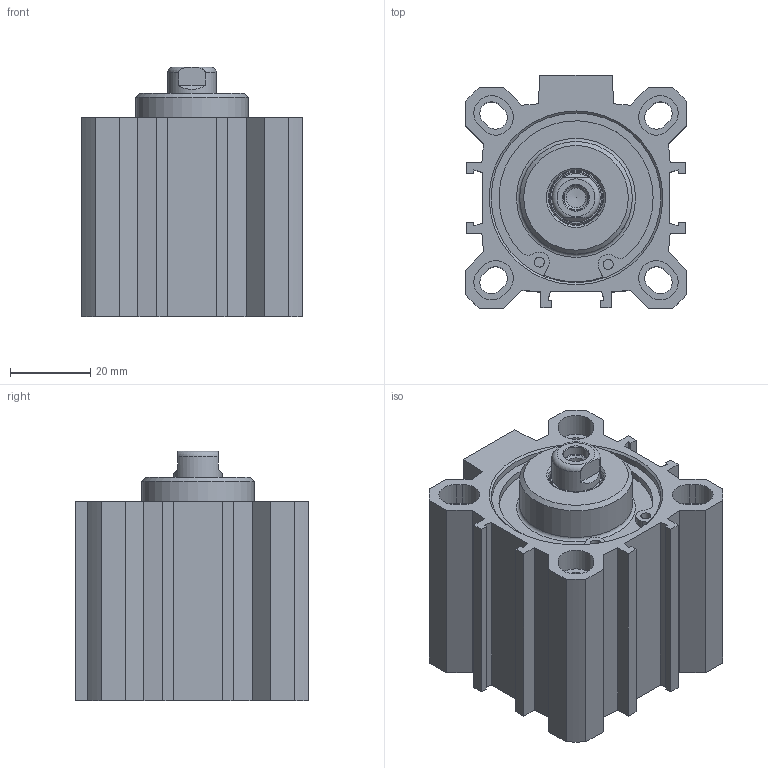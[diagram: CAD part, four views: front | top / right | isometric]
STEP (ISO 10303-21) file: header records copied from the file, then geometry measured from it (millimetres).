
FILE_DESCRIPTION((''),'2;1');
FILE_NAME('FDM040.010.GS.F.stp','2014-06-03T14:32:36',('carlo.corazza'),(''),'Autodesk Inventor 2012','Autodesk Inventor 2012','');
FILE_SCHEMA(('AUTOMOTIVE_DESIGN { 1 0 10303 214 1 1 1 1 }'));
Length unit declared in the file: millimetre
Products named in the file (5): FDM040..GS.F; CORPO-010; TA; TP; STELO-010
Assembly tree (4 placements, depth 2):
  FDM040..GS.F
    CORPO-010
    TA
    TP
    STELO-010
Bounding box: 55 x 58 x 62 mm (x, y, z)
Volume: 71628.1 mm3; surface area: 40313.2 mm2
Topology: 4 solids, 5 shells, 238 faces, 586 edges, 377 vertices
Faces by surface type: plane 129, cylinder 68, cone 28, torus 13
Full cylindrical faces by diameter (mm): 2.25 x2, 2.5 x4, 4.917 x2, 6.25 x1, 8.566 x2, 12 x1, 12.54 x1, 13.7 x1, 14 x1, 16.32 x1, 16.5 x1, 27.9 x1, 28 x1, 40 x1, 41.7 x4, 42.2 x2, 44.7 x2
Entity records: 7147 total; most frequent: CARTESIAN_POINT 1295, DIRECTION 1164, ORIENTED_EDGE 1016, EDGE_CURVE 508, AXIS2_PLACEMENT_3D 423, VERTEX_POINT 364, EDGE_LOOP 340, VECTOR 318
